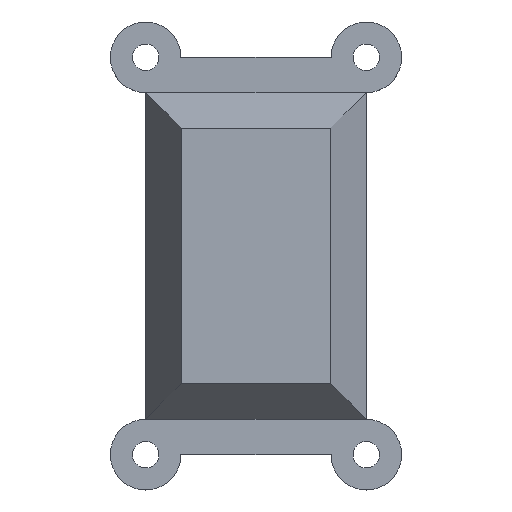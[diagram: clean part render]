
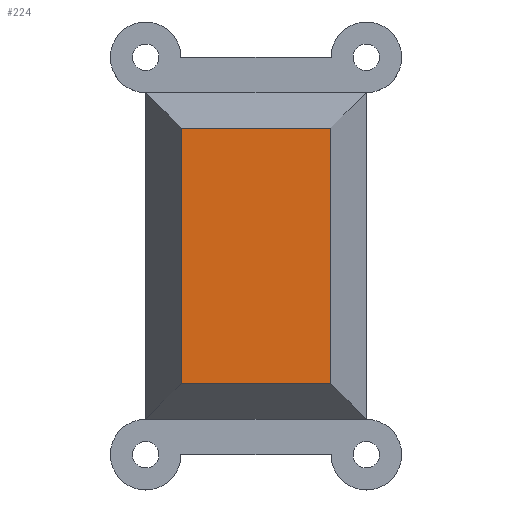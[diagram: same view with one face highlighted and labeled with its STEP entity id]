
A CAD part, top view. The second image highlights one B-rep face of the part: STEP entity #224.
In plain terms, the highlighted planar face has unit normal (0, 0, 1).
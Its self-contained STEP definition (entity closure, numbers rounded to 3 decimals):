
#224=ADVANCED_FACE('',(#390),#392,.T.);
#390=FACE_BOUND('',#391,.T.);
#391=EDGE_LOOP('',(#477,#478,#479,#480));
#392=PLANE('',#393);
#393=AXIS2_PLACEMENT_3D('',#394,#395,#396);
#394=CARTESIAN_POINT('',(0.,0.,18.));
#395=DIRECTION('',(0.,0.,1.));
#396=DIRECTION('',(-1.,0.,0.));
#477=ORIENTED_EDGE('',*,*,#519,.T.);
#478=ORIENTED_EDGE('',*,*,#521,.T.);
#479=ORIENTED_EDGE('',*,*,#516,.T.);
#480=ORIENTED_EDGE('',*,*,#522,.T.);
#516=EDGE_CURVE('',#586,#584,#587,.T.);
#519=EDGE_CURVE('',#591,#589,#592,.T.);
#521=EDGE_CURVE('',#589,#586,#594,.T.);
#522=EDGE_CURVE('',#584,#591,#595,.T.);
#584=VERTEX_POINT('',#741);
#586=VERTEX_POINT('',#745);
#587=LINE('',#746,#747);
#589=VERTEX_POINT('',#752);
#591=VERTEX_POINT('',#756);
#592=LINE('',#757,#758);
#594=LINE('',#763,#764);
#595=LINE('',#766,#767);
#741=CARTESIAN_POINT('',(-16.917,28.917,18.));
#745=CARTESIAN_POINT('',(16.917,28.917,18.));
#746=CARTESIAN_POINT('',(16.917,28.917,18.));
#747=VECTOR('',#748,1.);
#748=DIRECTION('',(-1.,0.,0.));
#752=CARTESIAN_POINT('',(16.917,-28.917,18.));
#756=CARTESIAN_POINT('',(-16.917,-28.917,18.));
#757=CARTESIAN_POINT('',(-16.917,-28.917,18.));
#758=VECTOR('',#759,1.);
#759=DIRECTION('',(1.,0.,0.));
#763=CARTESIAN_POINT('',(16.917,-28.917,18.));
#764=VECTOR('',#765,1.);
#765=DIRECTION('',(0.,1.,0.));
#766=CARTESIAN_POINT('',(-16.917,28.917,18.));
#767=VECTOR('',#768,1.);
#768=DIRECTION('',(0.,-1.,0.));
